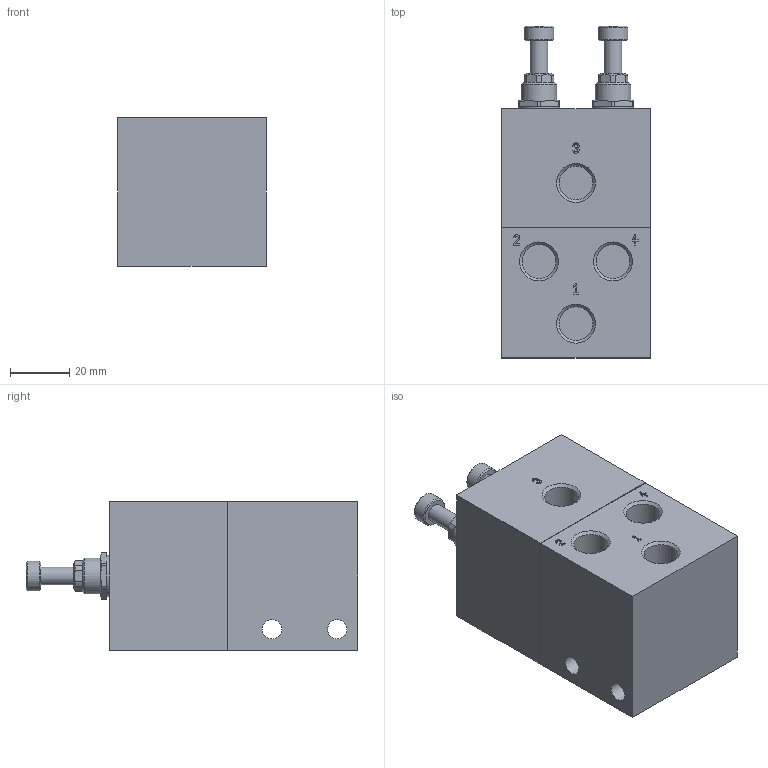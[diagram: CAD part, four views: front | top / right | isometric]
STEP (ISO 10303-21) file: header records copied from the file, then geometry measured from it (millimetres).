
FILE_DESCRIPTION(/* description */ ('STEP AP214'),/* implementation_level */ '2;1');
FILE_NAME(/* name */ '4026_VLG-4-1_4',/* time_stamp */ '2024-09-16T15:37:47+02:00',/* author */ ('License CC BY-ND 4.0'),/* organization */ ('CADENAS'),/* preprocessor_version */ 'ST-DEVELOPER v19.3',/* originating_system */ 'PARTsolutions',/* authorisation */ ' ');
FILE_SCHEMA (('AUTOMOTIVE_DESIGN {1 0 10303 214 3 1 1}'));
Length unit declared in the file: millimetre
Products named in the file (1): 4026 VLG-4-1/4
Bounding box: 50 x 112 x 50 mm (x, y, z)
Volume: 205305.6 mm3; surface area: 27970.1 mm2
Topology: 1 solids, 1 shells, 192 faces, 467 edges, 304 vertices
Faces by surface type: plane 126, cylinder 50, cone 16
Full cylindrical faces by diameter (mm): 6 x2, 6.5 x2, 7 x2, 8 x2, 10 x2, 11.445 x4, 12 x2, 14 x2
Entity records: 5437 total; most frequent: CARTESIAN_POINT 1002, DIRECTION 913, ORIENTED_EDGE 850, EDGE_CURVE 425, AXIS2_PLACEMENT_3D 319, VERTEX_POINT 296, LINE 275, VECTOR 275
